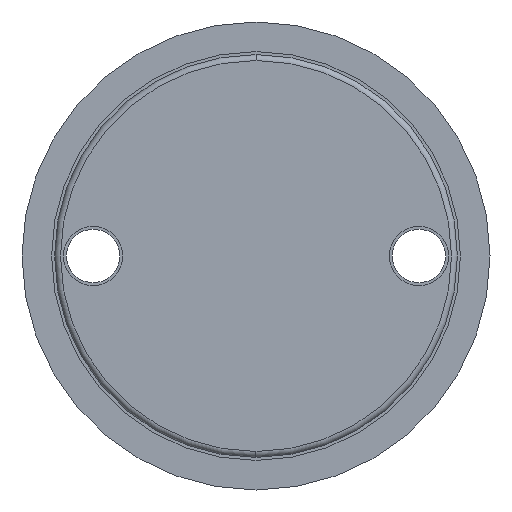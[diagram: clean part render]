
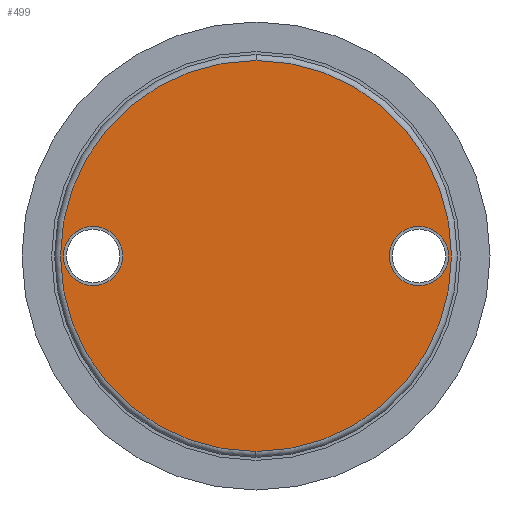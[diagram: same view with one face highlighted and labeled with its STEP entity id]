
A CAD part, front view. The second image highlights one B-rep face of the part: STEP entity #499.
In plain terms, the highlighted planar face has unit normal (0, -1, 0).
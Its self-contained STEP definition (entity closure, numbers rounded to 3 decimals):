
#111 = CARTESIAN_POINT ( 'NONE',  ( 0., 0., -33. ) ) ;
#149 = ORIENTED_EDGE ( 'NONE', *, *, #811, .T. ) ;
#166 = VERTEX_POINT ( 'NONE', #1998 ) ;
#187 = DIRECTION ( 'NONE',  ( 0., -1., 0. ) ) ;
#197 = CIRCLE ( 'NONE', #3704, 5. ) ;
#225 = EDGE_CURVE ( 'NONE', #1950, #514, #431, .T. ) ;
#240 = ORIENTED_EDGE ( 'NONE', *, *, #2716, .T. ) ;
#253 = CIRCLE ( 'NONE', #3405, 5. ) ;
#258 = EDGE_LOOP ( 'NONE', ( #149, #2161 ) ) ;
#400 = ORIENTED_EDGE ( 'NONE', *, *, #2331, .T. ) ;
#431 = CIRCLE ( 'NONE', #1323, 5. ) ;
#499 = ADVANCED_FACE ( 'NONE', ( #2105, #3407, #1781 ), #3090, .T. ) ;
#514 = VERTEX_POINT ( 'NONE', #3258 ) ;
#554 = EDGE_CURVE ( 'NONE', #1882, #1765, #2496, .T. ) ;
#604 = DIRECTION ( 'NONE',  ( 0., 0., 1. ) ) ;
#643 = ORIENTED_EDGE ( 'NONE', *, *, #225, .F. ) ;
#811 = EDGE_CURVE ( 'NONE', #1765, #1882, #3507, .T. ) ;
#892 = CARTESIAN_POINT ( 'NONE',  ( -27.5, 0., 0. ) ) ;
#1045 = DIRECTION ( 'NONE',  ( 0., 0., -1. ) ) ;
#1261 = DIRECTION ( 'NONE',  ( 0., 1., 0. ) ) ;
#1279 = VERTEX_POINT ( 'NONE', #2532 ) ;
#1323 = AXIS2_PLACEMENT_3D ( 'NONE', #1650, #3318, #1045 ) ;
#1384 = AXIS2_PLACEMENT_3D ( 'NONE', #1968, #3278, #604 ) ;
#1453 = CARTESIAN_POINT ( 'NONE',  ( -33.366, 0., -33. ) ) ;
#1650 = CARTESIAN_POINT ( 'NONE',  ( 27.5, 0., 0. ) ) ;
#1765 = VERTEX_POINT ( 'NONE', #1974 ) ;
#1781 = FACE_BOUND ( 'NONE', #1964, .T. ) ;
#1789 = DIRECTION ( 'NONE',  ( 0., 0., -1. ) ) ;
#1882 = VERTEX_POINT ( 'NONE', #111 ) ;
#1950 = VERTEX_POINT ( 'NONE', #2426 ) ;
#1964 = EDGE_LOOP ( 'NONE', ( #3766, #643 ) ) ;
#1968 = CARTESIAN_POINT ( 'NONE',  ( 0., 0., 0. ) ) ;
#1974 = CARTESIAN_POINT ( 'NONE',  ( 0., 0., 33. ) ) ;
#1998 = CARTESIAN_POINT ( 'NONE',  ( -27.5, 0., 5. ) ) ;
#2037 = EDGE_LOOP ( 'NONE', ( #400, #240 ) ) ;
#2105 = FACE_OUTER_BOUND ( 'NONE', #258, .T. ) ;
#2161 = ORIENTED_EDGE ( 'NONE', *, *, #554, .T. ) ;
#2331 = EDGE_CURVE ( 'NONE', #166, #1279, #4254, .T. ) ;
#2426 = CARTESIAN_POINT ( 'NONE',  ( 27.5, 0., -5. ) ) ;
#2489 = CARTESIAN_POINT ( 'NONE',  ( -27.5, 0., 0. ) ) ;
#2496 = CIRCLE ( 'NONE', #1384, 33. ) ;
#2532 = CARTESIAN_POINT ( 'NONE',  ( -27.5, 0., -5. ) ) ;
#2639 = AXIS2_PLACEMENT_3D ( 'NONE', #1453, #3764, #3214 ) ;
#2716 = EDGE_CURVE ( 'NONE', #1279, #166, #197, .T. ) ;
#2883 = DIRECTION ( 'NONE',  ( 0., 0., -1. ) ) ;
#3064 = AXIS2_PLACEMENT_3D ( 'NONE', #892, #1261, #4221 ) ;
#3090 = PLANE ( 'NONE',  #2639 ) ;
#3115 = DIRECTION ( 'NONE',  ( 0., 1., 0. ) ) ;
#3214 = DIRECTION ( 'NONE',  ( 1., 0., 0. ) ) ;
#3257 = CARTESIAN_POINT ( 'NONE',  ( 27.5, 0., 0. ) ) ;
#3258 = CARTESIAN_POINT ( 'NONE',  ( 27.5, 0., 5. ) ) ;
#3278 = DIRECTION ( 'NONE',  ( 0., -1., 0. ) ) ;
#3301 = AXIS2_PLACEMENT_3D ( 'NONE', #4113, #187, #3489 ) ;
#3318 = DIRECTION ( 'NONE',  ( 0., -1., 0. ) ) ;
#3405 = AXIS2_PLACEMENT_3D ( 'NONE', #3257, #3920, #2883 ) ;
#3407 = FACE_BOUND ( 'NONE', #2037, .T. ) ;
#3489 = DIRECTION ( 'NONE',  ( 0., 0., 1. ) ) ;
#3507 = CIRCLE ( 'NONE', #3301, 33. ) ;
#3704 = AXIS2_PLACEMENT_3D ( 'NONE', #2489, #3115, #1789 ) ;
#3764 = DIRECTION ( 'NONE',  ( 0., -1., 0. ) ) ;
#3766 = ORIENTED_EDGE ( 'NONE', *, *, #4234, .F. ) ;
#3920 = DIRECTION ( 'NONE',  ( 0., -1., 0. ) ) ;
#4113 = CARTESIAN_POINT ( 'NONE',  ( 0., 0., 0. ) ) ;
#4221 = DIRECTION ( 'NONE',  ( 0., 0., -1. ) ) ;
#4234 = EDGE_CURVE ( 'NONE', #514, #1950, #253, .T. ) ;
#4254 = CIRCLE ( 'NONE', #3064, 5. ) ;
